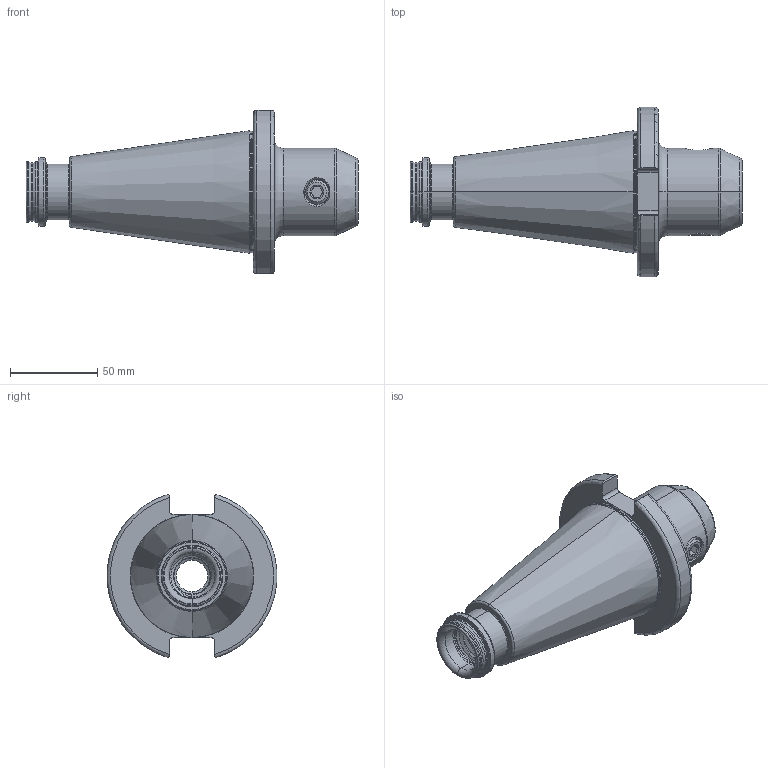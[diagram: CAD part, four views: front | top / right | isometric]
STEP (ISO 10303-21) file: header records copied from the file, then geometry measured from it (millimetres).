
FILE_DESCRIPTION (( 'STEP AP203' ), '1' );
FILE_NAME ('501.04.18.STEP', '2016-11-26T04:49:57', ( '' ), ( '' ), 'SwSTEP 2.0', 'SolidWorks 2012', '' );
FILE_SCHEMA (( 'CONFIG_CONTROL_DESIGN' ));
Length unit declared in the file: millimetre
Products named in the file (3): 側固14_M14x2_16L; 501.04.18
Assembly tree (2 placements, depth 2):
  501.04.18
    501.04.18
    側固14_M14x2_16L
Bounding box: 189.8 x 96.94 x 93.38 mm (x, y, z)
Volume: 384703.4 mm3; surface area: 58913.4 mm2
Topology: 2 solids, 2 shells, 192 faces, 479 edges, 297 vertices
Faces by surface type: cylinder 79, torus 38, cone 28, plane 28, bspline 17, sphere 2
Entity records: 15425 total; most frequent: CARTESIAN_POINT 10979, ORIENTED_EDGE 954, DIRECTION 794, EDGE_CURVE 477, AXIS2_PLACEMENT_3D 326, VERTEX_POINT 297, EDGE_LOOP 204, FACE_OUTER_BOUND 192
